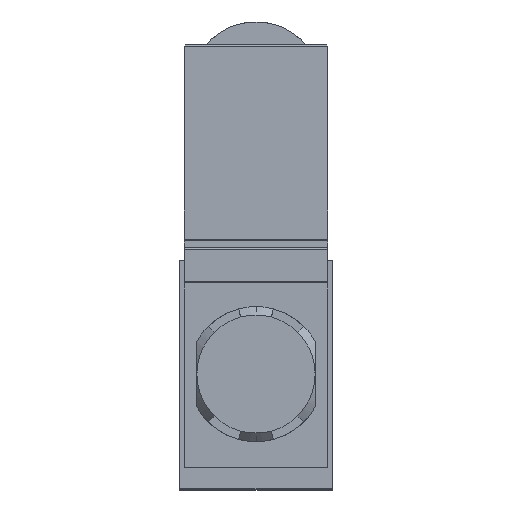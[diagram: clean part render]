
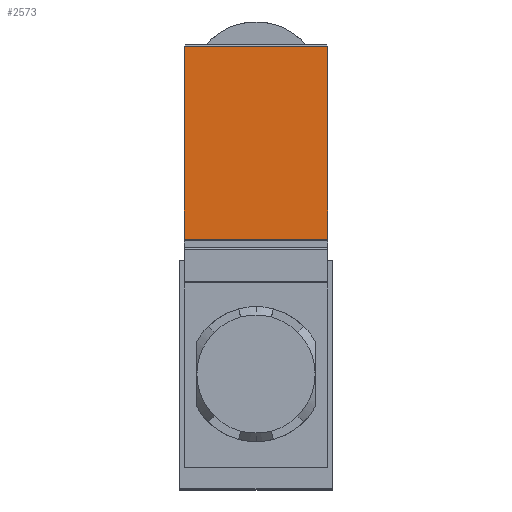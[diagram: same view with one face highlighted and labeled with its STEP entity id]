
A CAD part, top view. The second image highlights one B-rep face of the part: STEP entity #2573.
In plain terms, the highlighted planar face has unit normal (0, 0, 1).
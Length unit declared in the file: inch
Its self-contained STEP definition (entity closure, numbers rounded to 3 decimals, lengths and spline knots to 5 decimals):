
#199 = ORIENTED_EDGE ( 'NONE', *, *, #2022, .T. ) ;
#307 = EDGE_CURVE ( 'NONE', #1608, #2681, #4211, .T. ) ;
#658 = CARTESIAN_POINT ( 'NONE',  ( 0.33465, 1.53543, 2.28346 ) ) ;
#1155 = CARTESIAN_POINT ( 'NONE',  ( -0.33465, 1.52756, 2.28346 ) ) ;
#1608 = VERTEX_POINT ( 'NONE', #8139 ) ;
#1616 = VERTEX_POINT ( 'NONE', #9177 ) ;
#1864 = LINE ( 'NONE', #4669, #5955 ) ;
#2022 = EDGE_CURVE ( 'NONE', #6710, #2681, #10083, .T. ) ;
#2573 = ADVANCED_FACE ( 'NONE', ( #5001 ), #5017, .T. ) ;
#2602 = LINE ( 'NONE', #658, #6425 ) ;
#2681 = VERTEX_POINT ( 'NONE', #1155 ) ;
#2996 = ORIENTED_EDGE ( 'NONE', *, *, #307, .F. ) ;
#3027 = CARTESIAN_POINT ( 'NONE',  ( -0.33465, 1.53543, 2.28346 ) ) ;
#3102 = DIRECTION ( 'NONE',  ( 0., 1., 0. ) ) ;
#3143 = DIRECTION ( 'NONE',  ( 0., 1., 0. ) ) ;
#3480 = DIRECTION ( 'NONE',  ( 1., 0., 0. ) ) ;
#3840 = DIRECTION ( 'NONE',  ( -1., 0., 0. ) ) ;
#4069 = ORIENTED_EDGE ( 'NONE', *, *, #9893, .T. ) ;
#4138 = DIRECTION ( 'NONE',  ( 0., 0., 1. ) ) ;
#4211 = LINE ( 'NONE', #3027, #6382 ) ;
#4669 = CARTESIAN_POINT ( 'NONE',  ( 0., 0.62992, 2.28346 ) ) ;
#4869 = CARTESIAN_POINT ( 'NONE',  ( 0.33465, 1.52756, 2.28346 ) ) ;
#4960 = DIRECTION ( 'NONE',  ( -1., 0., 0. ) ) ;
#5001 = FACE_OUTER_BOUND ( 'NONE', #7120, .T. ) ;
#5017 = PLANE ( 'NONE',  #6361 ) ;
#5124 = CARTESIAN_POINT ( 'NONE',  ( -0.33465, 1.53543, 2.28346 ) ) ;
#5567 = CARTESIAN_POINT ( 'NONE',  ( -0.33465, 1.52756, 2.28346 ) ) ;
#5955 = VECTOR ( 'NONE', #3840, 39.37008 ) ;
#6361 = AXIS2_PLACEMENT_3D ( 'NONE', #5124, #4138, #3480 ) ;
#6382 = VECTOR ( 'NONE', #3102, 39.37008 ) ;
#6425 = VECTOR ( 'NONE', #3143, 39.37008 ) ;
#6710 = VERTEX_POINT ( 'NONE', #4869 ) ;
#6949 = ORIENTED_EDGE ( 'NONE', *, *, #6954, .F. ) ;
#6954 = EDGE_CURVE ( 'NONE', #1616, #1608, #1864, .T. ) ;
#7120 = EDGE_LOOP ( 'NONE', ( #4069, #199, #2996, #6949 ) ) ;
#7693 = VECTOR ( 'NONE', #4960, 39.37008 ) ;
#8139 = CARTESIAN_POINT ( 'NONE',  ( -0.33465, 0.62992, 2.28346 ) ) ;
#9177 = CARTESIAN_POINT ( 'NONE',  ( 0.33465, 0.62992, 2.28346 ) ) ;
#9893 = EDGE_CURVE ( 'NONE', #1616, #6710, #2602, .T. ) ;
#10083 = LINE ( 'NONE', #5567, #7693 ) ;
